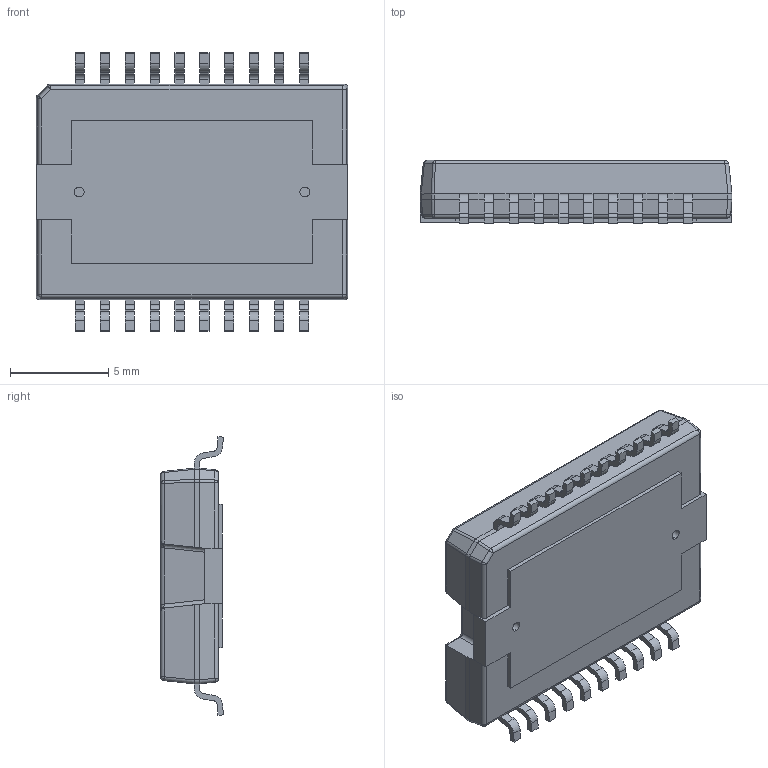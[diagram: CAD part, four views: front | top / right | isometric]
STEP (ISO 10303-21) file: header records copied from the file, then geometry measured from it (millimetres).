
FILE_DESCRIPTION (( 'STEP AP214' ), '1' );
FILE_NAME ('DK.STEP', '2023-06-15T16:43:50', ( '' ), ( '' ), 'SwSTEP 2.0', 'SolidWorks 2023', '' );
FILE_SCHEMA (( 'AUTOMOTIVE_DESIGN' ));
Length unit declared in the file: millimetre
Products named in the file (1): DK
Bounding box: 15.9 x 3.2 x 14.2 mm (x, y, z)
Volume: 514.2 mm3; surface area: 573.4 mm2
Topology: 1 solids, 1 shells, 454 faces, 1194 edges, 754 vertices
Faces by surface type: plane 304, cylinder 129, bspline 11, sphere 10
Entity records: 13844 total; most frequent: CARTESIAN_POINT 2668, ORIENTED_EDGE 2388, DIRECTION 2256, EDGE_CURVE 1194, LINE 916, VECTOR 916, VERTEX_POINT 754, AXIS2_PLACEMENT_3D 670
